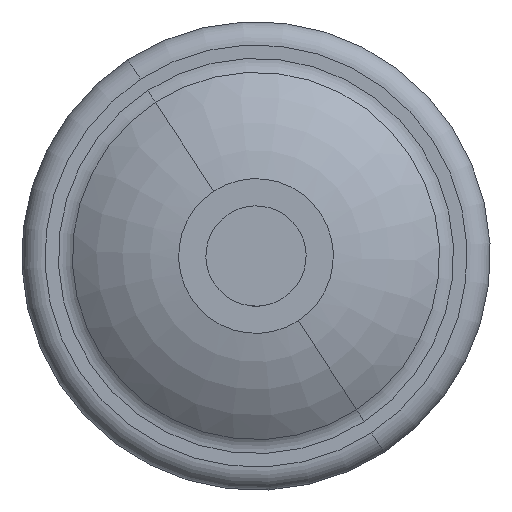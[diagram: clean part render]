
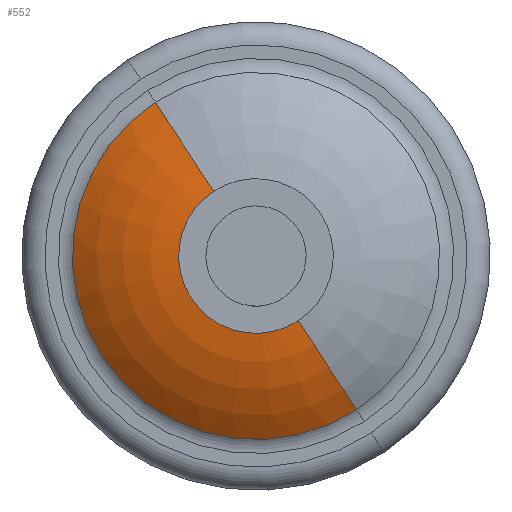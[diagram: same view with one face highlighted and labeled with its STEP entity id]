
A CAD part, front view. The second image highlights one B-rep face of the part: STEP entity #552.
In plain terms, the highlighted toroidal (fillet/blend) face has major radius 4.683 mm and minor radius 20.2 mm.
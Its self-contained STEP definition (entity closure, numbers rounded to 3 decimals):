
#3 = DIRECTION ( 'NONE',  ( -0.547, 0., 0.837 ) ) ;
#20 = EDGE_LOOP ( 'NONE', ( #263, #119, #557, #335 ) ) ;
#112 = EDGE_CURVE ( 'NONE', #875, #292, #665, .T. ) ;
#119 = ORIENTED_EDGE ( 'NONE', *, *, #748, .T. ) ;
#191 = DIRECTION ( 'NONE',  ( -0.547, 0., 0.837 ) ) ;
#192 = DIRECTION ( 'NONE',  ( 0.837, 0., 0.547 ) ) ;
#195 = AXIS2_PLACEMENT_3D ( 'NONE', #832, #349, #191 ) ;
#198 = CARTESIAN_POINT ( 'NONE',  ( 9.517, -1.168, -14.567 ) ) ;
#241 = EDGE_CURVE ( 'NONE', #875, #912, #359, .T. ) ;
#263 = ORIENTED_EDGE ( 'NONE', *, *, #241, .T. ) ;
#264 = CARTESIAN_POINT ( 'NONE',  ( 4.009, -5.5, -6.137 ) ) ;
#292 = VERTEX_POINT ( 'NONE', #408 ) ;
#310 = CARTESIAN_POINT ( 'NONE',  ( 0., -1.168, 0. ) ) ;
#324 = CARTESIAN_POINT ( 'NONE',  ( 0., 14.526, 0. ) ) ;
#335 = ORIENTED_EDGE ( 'NONE', *, *, #112, .F. ) ;
#349 = DIRECTION ( 'NONE',  ( 0., -1., 0. ) ) ;
#351 = CIRCLE ( 'NONE', #836, 20.2 ) ;
#359 = CIRCLE ( 'NONE', #511, 17.4 ) ;
#408 = CARTESIAN_POINT ( 'NONE',  ( -4.009, -5.5, 6.137 ) ) ;
#511 = AXIS2_PLACEMENT_3D ( 'NONE', #310, #633, #792 ) ;
#532 = VERTEX_POINT ( 'NONE', #264 ) ;
#552 = ADVANCED_FACE ( 'NONE', ( #727 ), #672, .T. ) ;
#557 = ORIENTED_EDGE ( 'NONE', *, *, #909, .F. ) ;
#566 = AXIS2_PLACEMENT_3D ( 'NONE', #758, #192, #1027 ) ;
#633 = DIRECTION ( 'NONE',  ( 0., -1., 0. ) ) ;
#665 = CIRCLE ( 'NONE', #566, 20.2 ) ;
#672 = TOROIDAL_SURFACE ( 'NONE', #1033, 4.683, 20.2 ) ;
#684 = CIRCLE ( 'NONE', #195, 7.33 ) ;
#727 = FACE_OUTER_BOUND ( 'NONE', #20, .T. ) ;
#747 = CARTESIAN_POINT ( 'NONE',  ( -9.517, -1.168, 14.567 ) ) ;
#748 = EDGE_CURVE ( 'NONE', #912, #532, #351, .T. ) ;
#758 = CARTESIAN_POINT ( 'NONE',  ( -2.561, 14.526, 3.92 ) ) ;
#792 = DIRECTION ( 'NONE',  ( -0.547, 0., 0.837 ) ) ;
#832 = CARTESIAN_POINT ( 'NONE',  ( 0., -5.5, 0. ) ) ;
#836 = AXIS2_PLACEMENT_3D ( 'NONE', #971, #961, #3 ) ;
#875 = VERTEX_POINT ( 'NONE', #747 ) ;
#899 = DIRECTION ( 'NONE',  ( 0., -1., 0. ) ) ;
#909 = EDGE_CURVE ( 'NONE', #292, #532, #684, .T. ) ;
#912 = VERTEX_POINT ( 'NONE', #198 ) ;
#961 = DIRECTION ( 'NONE',  ( -0.837, 0., -0.547 ) ) ;
#971 = CARTESIAN_POINT ( 'NONE',  ( 2.561, 14.526, -3.92 ) ) ;
#1027 = DIRECTION ( 'NONE',  ( 0.547, 0., -0.837 ) ) ;
#1033 = AXIS2_PLACEMENT_3D ( 'NONE', #324, #899, #1050 ) ;
#1050 = DIRECTION ( 'NONE',  ( -0.547, 0., 0.837 ) ) ;
